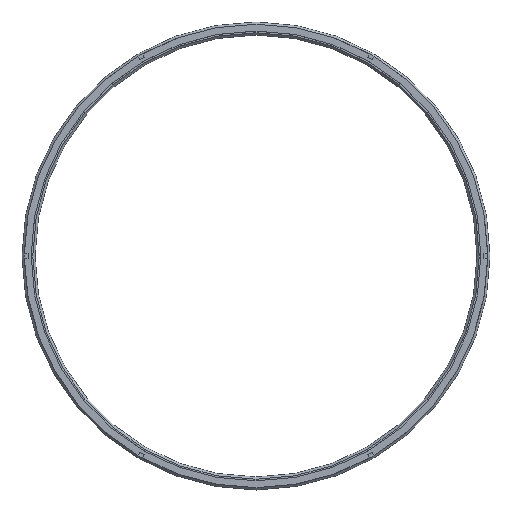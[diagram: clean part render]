
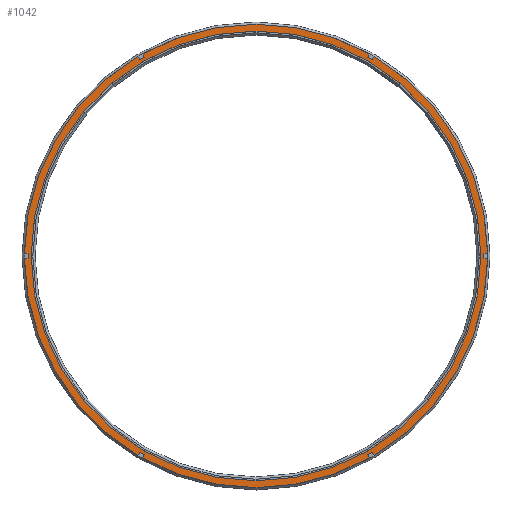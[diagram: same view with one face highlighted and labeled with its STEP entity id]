
A CAD part, top view. The second image highlights one B-rep face of the part: STEP entity #1042.
In plain terms, the highlighted planar face has unit normal (0, 0, 1).
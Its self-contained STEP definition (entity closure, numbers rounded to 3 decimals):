
#44=FACE_BOUND('',#175,.T.);
#64=CIRCLE('',#1145,100.);
#65=CIRCLE('',#1146,100.);
#66=CIRCLE('',#1147,100.);
#67=CIRCLE('',#1148,100.);
#68=CIRCLE('',#1149,100.);
#69=CIRCLE('',#1150,100.);
#70=CIRCLE('',#1151,97.05);
#71=CIRCLE('',#1152,97.05);
#118=FACE_OUTER_BOUND('',#174,.T.);
#174=EDGE_LOOP('',(#797,#798,#799,#800,#801,#802,#803,#804,#805,#806,#807,
#808,#809,#810,#811,#812,#813,#814,#815,#816,#817,#818,#819,#820));
#175=EDGE_LOOP('',(#821,#822));
#204=LINE('',#1506,#289);
#211=LINE('',#1524,#296);
#215=LINE('',#1535,#300);
#216=LINE('',#1543,#301);
#223=LINE('',#1561,#308);
#227=LINE('',#1572,#312);
#228=LINE('',#1580,#313);
#235=LINE('',#1598,#320);
#239=LINE('',#1611,#324);
#240=LINE('',#1619,#325);
#247=LINE('',#1637,#332);
#251=LINE('',#1648,#336);
#252=LINE('',#1656,#337);
#259=LINE('',#1674,#344);
#263=LINE('',#1685,#348);
#264=LINE('',#1692,#349);
#265=LINE('',#1694,#350);
#266=LINE('',#1696,#351);
#289=VECTOR('',#1199,10.);
#296=VECTOR('',#1214,10.);
#300=VECTOR('',#1228,10.);
#301=VECTOR('',#1235,10.);
#308=VECTOR('',#1250,10.);
#312=VECTOR('',#1264,10.);
#313=VECTOR('',#1271,10.);
#320=VECTOR('',#1286,10.);
#324=VECTOR('',#1302,10.);
#325=VECTOR('',#1309,10.);
#332=VECTOR('',#1324,10.);
#336=VECTOR('',#1338,10.);
#337=VECTOR('',#1345,10.);
#344=VECTOR('',#1360,10.);
#348=VECTOR('',#1374,10.);
#349=VECTOR('',#1381,10.);
#350=VECTOR('',#1382,10.);
#351=VECTOR('',#1383,10.);
#398=VERTEX_POINT('',#1502);
#400=VERTEX_POINT('',#1505);
#405=VERTEX_POINT('',#1518);
#407=VERTEX_POINT('',#1522);
#411=VERTEX_POINT('',#1539);
#413=VERTEX_POINT('',#1542);
#418=VERTEX_POINT('',#1555);
#420=VERTEX_POINT('',#1559);
#424=VERTEX_POINT('',#1576);
#426=VERTEX_POINT('',#1579);
#431=VERTEX_POINT('',#1592);
#433=VERTEX_POINT('',#1596);
#438=VERTEX_POINT('',#1615);
#440=VERTEX_POINT('',#1618);
#445=VERTEX_POINT('',#1631);
#447=VERTEX_POINT('',#1635);
#451=VERTEX_POINT('',#1652);
#453=VERTEX_POINT('',#1655);
#458=VERTEX_POINT('',#1668);
#460=VERTEX_POINT('',#1672);
#464=VERTEX_POINT('',#1689);
#465=VERTEX_POINT('',#1691);
#466=VERTEX_POINT('',#1693);
#467=VERTEX_POINT('',#1695);
#468=VERTEX_POINT('',#1702);
#469=VERTEX_POINT('',#1703);
#506=EDGE_CURVE('',#400,#398,#204,.T.);
#515=EDGE_CURVE('',#405,#407,#211,.T.);
#521=EDGE_CURVE('',#407,#400,#215,.T.);
#524=EDGE_CURVE('',#413,#411,#216,.T.);
#533=EDGE_CURVE('',#418,#420,#223,.T.);
#539=EDGE_CURVE('',#420,#413,#227,.T.);
#542=EDGE_CURVE('',#426,#424,#228,.T.);
#551=EDGE_CURVE('',#431,#433,#235,.T.);
#558=EDGE_CURVE('',#433,#426,#239,.T.);
#561=EDGE_CURVE('',#440,#438,#240,.T.);
#570=EDGE_CURVE('',#445,#447,#247,.T.);
#576=EDGE_CURVE('',#447,#440,#251,.T.);
#579=EDGE_CURVE('',#453,#451,#252,.T.);
#588=EDGE_CURVE('',#458,#460,#259,.T.);
#594=EDGE_CURVE('',#460,#453,#263,.T.);
#596=EDGE_CURVE('',#464,#398,#64,.T.);
#597=EDGE_CURVE('',#464,#465,#264,.T.);
#598=EDGE_CURVE('',#465,#466,#265,.T.);
#599=EDGE_CURVE('',#466,#467,#266,.T.);
#600=EDGE_CURVE('',#458,#467,#65,.T.);
#601=EDGE_CURVE('',#445,#451,#66,.T.);
#602=EDGE_CURVE('',#431,#438,#67,.T.);
#603=EDGE_CURVE('',#418,#424,#68,.T.);
#604=EDGE_CURVE('',#405,#411,#69,.T.);
#605=EDGE_CURVE('',#468,#469,#70,.T.);
#606=EDGE_CURVE('',#469,#468,#71,.T.);
#797=ORIENTED_EDGE('',*,*,#515,.T.);
#798=ORIENTED_EDGE('',*,*,#521,.T.);
#799=ORIENTED_EDGE('',*,*,#506,.T.);
#800=ORIENTED_EDGE('',*,*,#596,.F.);
#801=ORIENTED_EDGE('',*,*,#597,.T.);
#802=ORIENTED_EDGE('',*,*,#598,.T.);
#803=ORIENTED_EDGE('',*,*,#599,.T.);
#804=ORIENTED_EDGE('',*,*,#600,.F.);
#805=ORIENTED_EDGE('',*,*,#588,.T.);
#806=ORIENTED_EDGE('',*,*,#594,.T.);
#807=ORIENTED_EDGE('',*,*,#579,.T.);
#808=ORIENTED_EDGE('',*,*,#601,.F.);
#809=ORIENTED_EDGE('',*,*,#570,.T.);
#810=ORIENTED_EDGE('',*,*,#576,.T.);
#811=ORIENTED_EDGE('',*,*,#561,.T.);
#812=ORIENTED_EDGE('',*,*,#602,.F.);
#813=ORIENTED_EDGE('',*,*,#551,.T.);
#814=ORIENTED_EDGE('',*,*,#558,.T.);
#815=ORIENTED_EDGE('',*,*,#542,.T.);
#816=ORIENTED_EDGE('',*,*,#603,.F.);
#817=ORIENTED_EDGE('',*,*,#533,.T.);
#818=ORIENTED_EDGE('',*,*,#539,.T.);
#819=ORIENTED_EDGE('',*,*,#524,.T.);
#820=ORIENTED_EDGE('',*,*,#604,.F.);
#821=ORIENTED_EDGE('',*,*,#605,.T.);
#822=ORIENTED_EDGE('',*,*,#606,.T.);
#1003=PLANE('',#1144);
#1042=ADVANCED_FACE('',(#118,#44),#1003,.T.);
#1144=AXIS2_PLACEMENT_3D('',#1688,#1377,#1378);
#1145=AXIS2_PLACEMENT_3D('',#1690,#1379,#1380);
#1146=AXIS2_PLACEMENT_3D('',#1697,#1384,#1385);
#1147=AXIS2_PLACEMENT_3D('',#1698,#1386,#1387);
#1148=AXIS2_PLACEMENT_3D('',#1699,#1388,#1389);
#1149=AXIS2_PLACEMENT_3D('',#1700,#1390,#1391);
#1150=AXIS2_PLACEMENT_3D('',#1701,#1392,#1393);
#1151=AXIS2_PLACEMENT_3D('',#1704,#1394,#1395);
#1152=AXIS2_PLACEMENT_3D('',#1705,#1396,#1397);
#1199=DIRECTION('',(-0.5,0.866,0.));
#1214=DIRECTION('',(0.5,-0.866,0.));
#1228=DIRECTION('',(-0.866,-0.5,0.));
#1235=DIRECTION('',(0.5,0.866,0.));
#1250=DIRECTION('',(-0.5,-0.866,0.));
#1264=DIRECTION('',(-0.866,0.5,0.));
#1271=DIRECTION('',(1.,0.,0.));
#1286=DIRECTION('',(-1.,0.,0.));
#1302=DIRECTION('',(0.,1.,0.));
#1309=DIRECTION('',(0.5,-0.866,0.));
#1324=DIRECTION('',(-0.5,0.866,0.));
#1338=DIRECTION('',(0.866,0.5,0.));
#1345=DIRECTION('',(-0.5,-0.866,0.));
#1360=DIRECTION('',(0.5,0.866,0.));
#1374=DIRECTION('',(0.866,-0.5,0.));
#1377=DIRECTION('center_axis',(0.,0.,1.));
#1378=DIRECTION('ref_axis',(1.,0.,0.));
#1379=DIRECTION('center_axis',(0.,0.,-1.));
#1380=DIRECTION('ref_axis',(1.,0.,0.));
#1381=DIRECTION('',(1.,0.,0.));
#1382=DIRECTION('',(0.,-1.,0.));
#1383=DIRECTION('',(-1.,0.,0.));
#1384=DIRECTION('center_axis',(0.,0.,-1.));
#1385=DIRECTION('ref_axis',(1.,0.,0.));
#1386=DIRECTION('center_axis',(0.,0.,-1.));
#1387=DIRECTION('ref_axis',(1.,0.,0.));
#1388=DIRECTION('center_axis',(0.,0.,-1.));
#1389=DIRECTION('ref_axis',(1.,0.,0.));
#1390=DIRECTION('center_axis',(0.,0.,-1.));
#1391=DIRECTION('ref_axis',(1.,0.,0.));
#1392=DIRECTION('center_axis',(0.,0.,-1.));
#1393=DIRECTION('ref_axis',(1.,0.,0.));
#1394=DIRECTION('center_axis',(0.,0.,-1.));
#1395=DIRECTION('ref_axis',(1.,0.,0.));
#1396=DIRECTION('center_axis',(0.,0.,-1.));
#1397=DIRECTION('ref_axis',(1.,0.,0.));
#1502=CARTESIAN_POINT('',(-50.997,86.019,10.45));
#1505=CARTESIAN_POINT('',(-50.2,84.64,10.45));
#1506=CARTESIAN_POINT('',(-38.5,64.375,10.45));
#1518=CARTESIAN_POINT('',(-48.997,87.174,10.45));
#1522=CARTESIAN_POINT('',(-48.2,85.794,10.45));
#1524=CARTESIAN_POINT('',(-36.5,65.529,10.45));
#1535=CARTESIAN_POINT('',(-86.7,63.566,10.45));
#1539=CARTESIAN_POINT('',(48.997,87.174,10.45));
#1542=CARTESIAN_POINT('',(48.2,85.794,10.45));
#1543=CARTESIAN_POINT('',(11.5,22.228,10.45));
#1555=CARTESIAN_POINT('',(50.997,86.019,10.45));
#1559=CARTESIAN_POINT('',(50.2,84.64,10.45));
#1561=CARTESIAN_POINT('',(13.5,21.073,10.45));
#1572=CARTESIAN_POINT('',(11.7,106.868,10.45));
#1576=CARTESIAN_POINT('',(99.993,1.155,10.45));
#1579=CARTESIAN_POINT('',(98.4,1.155,10.45));
#1580=CARTESIAN_POINT('',(0.,1.155,10.45));
#1592=CARTESIAN_POINT('',(99.993,-1.155,10.45));
#1596=CARTESIAN_POINT('',(98.4,-1.155,10.45));
#1598=CARTESIAN_POINT('',(0.,-1.155,10.45));
#1611=CARTESIAN_POINT('',(98.4,0.,10.45));
#1615=CARTESIAN_POINT('',(50.997,-86.019,10.45));
#1618=CARTESIAN_POINT('',(50.2,-84.64,10.45));
#1619=CARTESIAN_POINT('',(13.5,-21.073,10.45));
#1631=CARTESIAN_POINT('',(48.997,-87.174,10.45));
#1635=CARTESIAN_POINT('',(48.2,-85.794,10.45));
#1637=CARTESIAN_POINT('',(11.5,-22.228,10.45));
#1648=CARTESIAN_POINT('',(11.7,-106.868,10.45));
#1652=CARTESIAN_POINT('',(-48.997,-87.174,10.45));
#1655=CARTESIAN_POINT('',(-48.2,-85.794,10.45));
#1656=CARTESIAN_POINT('',(-36.5,-65.529,10.45));
#1668=CARTESIAN_POINT('',(-50.997,-86.019,10.45));
#1672=CARTESIAN_POINT('',(-50.2,-84.64,10.45));
#1674=CARTESIAN_POINT('',(-38.5,-64.375,10.45));
#1685=CARTESIAN_POINT('',(-86.7,-63.566,10.45));
#1688=CARTESIAN_POINT('Origin',(-100.,0.,10.45));
#1689=CARTESIAN_POINT('',(-99.993,1.155,10.45));
#1690=CARTESIAN_POINT('Origin',(0.,0.,10.45));
#1691=CARTESIAN_POINT('',(-98.4,1.155,10.45));
#1692=CARTESIAN_POINT('',(-100.,1.155,10.45));
#1693=CARTESIAN_POINT('',(-98.4,-1.155,10.45));
#1694=CARTESIAN_POINT('',(-98.4,0.,10.45));
#1695=CARTESIAN_POINT('',(-99.993,-1.155,10.45));
#1696=CARTESIAN_POINT('',(-100.,-1.155,10.45));
#1697=CARTESIAN_POINT('Origin',(0.,0.,10.45));
#1698=CARTESIAN_POINT('Origin',(0.,0.,10.45));
#1699=CARTESIAN_POINT('Origin',(0.,0.,10.45));
#1700=CARTESIAN_POINT('Origin',(0.,0.,10.45));
#1701=CARTESIAN_POINT('Origin',(0.,0.,10.45));
#1702=CARTESIAN_POINT('',(-97.05,0.,10.45));
#1703=CARTESIAN_POINT('',(97.05,0.,10.45));
#1704=CARTESIAN_POINT('Origin',(0.,0.,10.45));
#1705=CARTESIAN_POINT('Origin',(0.,0.,10.45));
